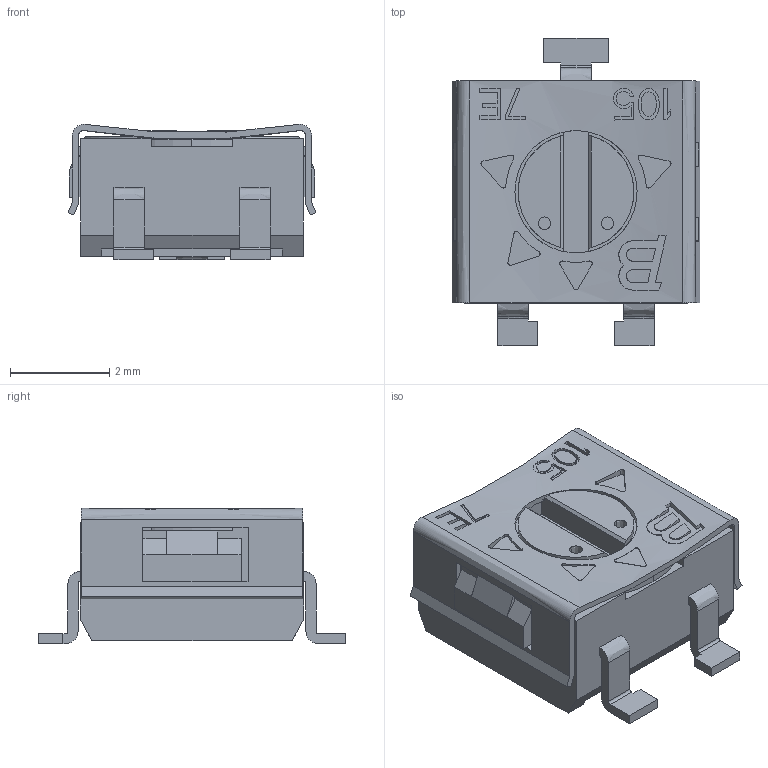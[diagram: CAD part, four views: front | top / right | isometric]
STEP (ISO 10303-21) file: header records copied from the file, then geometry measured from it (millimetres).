
FILE_DESCRIPTION(('FreeCAD Model'),'2;1');
FILE_NAME('3314g-1-104e_13_sp.step', '2018-12-31T12:51:03',('kicad StepUp'),('ksu MCAD'), 'Open CASCADE STEP processor 7.2','FreeCAD','Unknown');
FILE_SCHEMA(('AUTOMOTIVE_DESIGN { 1 0 10303 214 1 1 1 1 }'));
Length unit declared in the file: millimetre
Products named in the file (1): 3314g-1-104e_13_sp
Bounding box: 5 x 6.2 x 2.73 mm (x, y, z)
Volume: 49.1 mm3; surface area: 212.3 mm2
Topology: 1 solids, 3 shells, 633 faces, 1860 edges, 1222 vertices
Faces by surface type: bspline 633
Entity records: 34063 total; most frequent: CARTESIAN_POINT 15303, ORIENTED_EDGE 3722, EDGE_CURVE 1860, DIRECTION 1732, VERTEX_POINT 1222, LINE 1120, VECTOR 1120, FACE_BOUND 683
